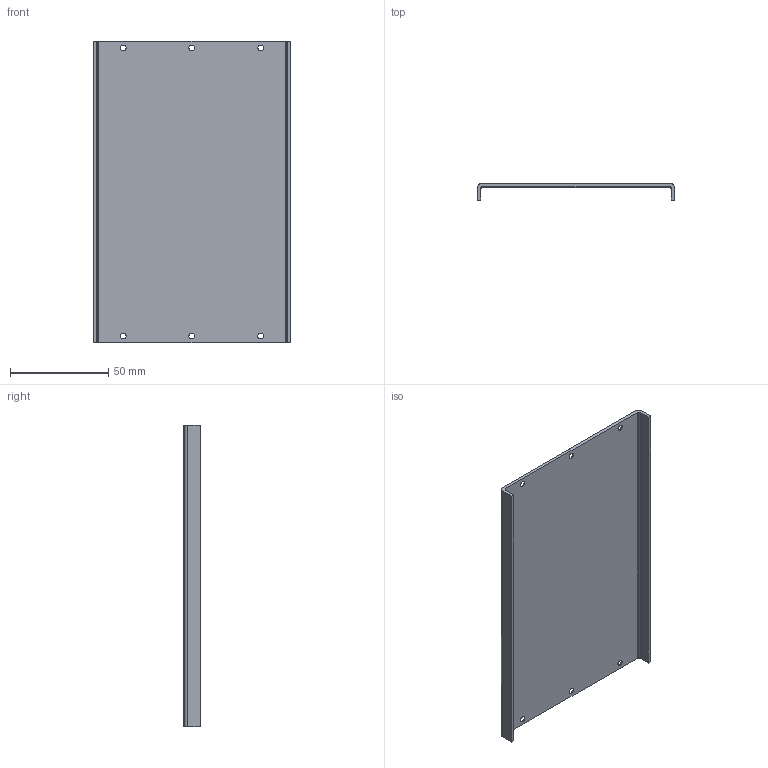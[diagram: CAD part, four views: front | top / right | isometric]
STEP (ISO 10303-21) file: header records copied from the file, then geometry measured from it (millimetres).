
FILE_DESCRIPTION(('STEP AP214'),'1');
FILE_NAME('Top Plate Rev B.stp','2020-12-18T06:27:32',(' '),(' '),'Spatial InterOp 3D',' ',' ');
FILE_SCHEMA(('AUTOMOTIVE_DESIGN { 1 0 10303 214 1 1 1 1 }'));
Length unit declared in the file: metre
Products named in the file (1): Solid
Bounding box: 100 x 8.5 x 153.2 mm (x, y, z)
Volume: 27551.8 mm3; surface area: 35301.8 mm2
Topology: 1 solids, 1 shells, 40 faces, 109 edges, 71 vertices
Faces by surface type: cylinder 18, cone 12, plane 10
Entity records: 1462 total; most frequent: CARTESIAN_POINT 371, DIRECTION 231, ORIENTED_EDGE 218, EDGE_CURVE 109, AXIS2_PLACEMENT_3D 91, VERTEX_POINT 71, EDGE_LOOP 52, CIRCLE 50
